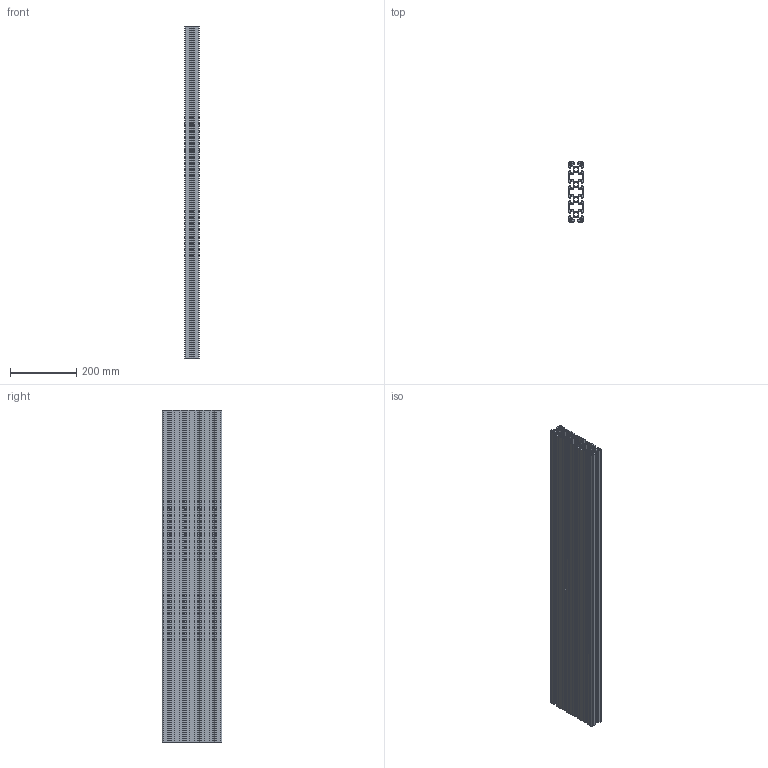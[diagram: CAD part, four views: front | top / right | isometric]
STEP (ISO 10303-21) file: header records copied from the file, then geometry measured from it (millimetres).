
FILE_DESCRIPTION (( 'STEP AP203' ), '1' );
FILE_NAME ('45 x 180 SÝGMA PROFÝL.STEP', '2013-08-26T10:35:06', ( 'Kadir' ), ( '' ), 'SwSTEP 2.0', 'SolidWorks 2013', '' );
FILE_SCHEMA (( 'CONFIG_CONTROL_DESIGN' ));
Length unit declared in the file: millimetre
Products named in the file (1): 45 x 180 SÝGMA PROFÝL
Bounding box: 45 x 180 x 1000 mm (x, y, z)
Volume: 2319504.8 mm3; surface area: 1649517.6 mm2
Topology: 1 solids, 1 shells, 536 faces, 1602 edges, 1068 vertices
Faces by surface type: plane 302, cylinder 234
Entity records: 18235 total; most frequent: CARTESIAN_POINT 3207, ORIENTED_EDGE 3204, DIRECTION 3144, EDGE_CURVE 1602, LINE 1134, VECTOR 1134, VERTEX_POINT 1068, AXIS2_PLACEMENT_3D 1005
